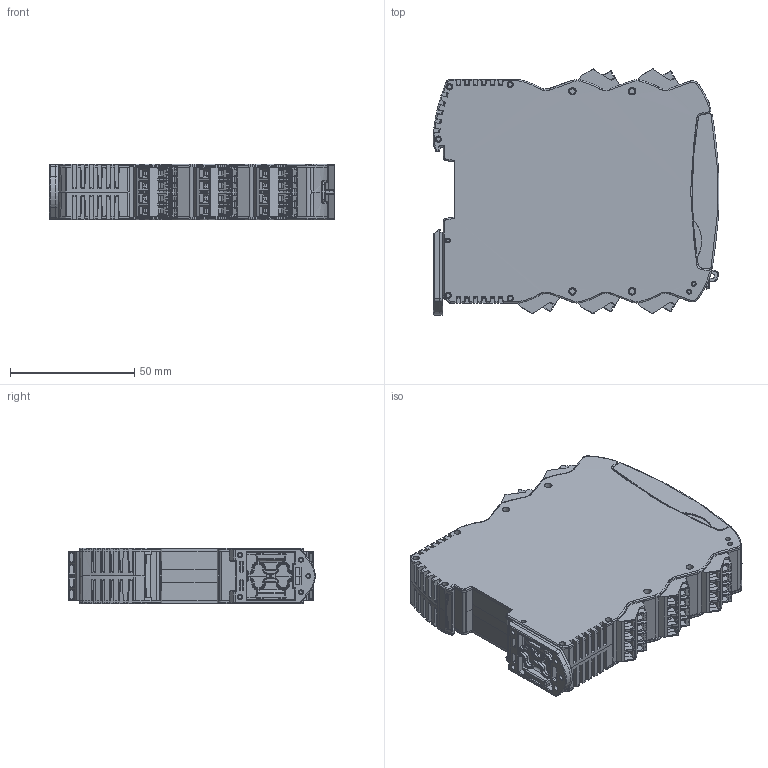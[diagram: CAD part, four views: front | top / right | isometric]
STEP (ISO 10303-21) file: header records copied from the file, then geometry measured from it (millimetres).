
FILE_DESCRIPTION (( 'STEP AP214' ), '1' );
FILE_NAME ('SRB-E-322ST-CC.STEP', '2024-10-24T11:23:53', ( '' ), ( '' ), 'SwSTEP 2.0', 'SolidWorks 2023', '' );
FILE_SCHEMA (( 'AUTOMOTIVE_DESIGN' ));
Products named in the file (1): SRB-E-322ST-CC
Bounding box: 114.89 x 99.15 x 22.5 mm (x, y, z)
Volume: 212593.6 mm3; surface area: 44206.3 mm2
Topology: 2 solids, 2 shells, 4715 faces, 12858 edges, 8034 vertices
Faces by surface type: plane 2465, cylinder 1391, bspline 639, cone 215, torus 5
Full cylindrical faces by diameter (mm): 1.7 x1
Entity records: 178364 total; most frequent: CARTESIAN_POINT 68398, ORIENTED_EDGE 25458, DIRECTION 19138, EDGE_CURVE 12729, VERTEX_POINT 8027, LINE 7618, VECTOR 7618, AXIS2_PLACEMENT_3D 5760
